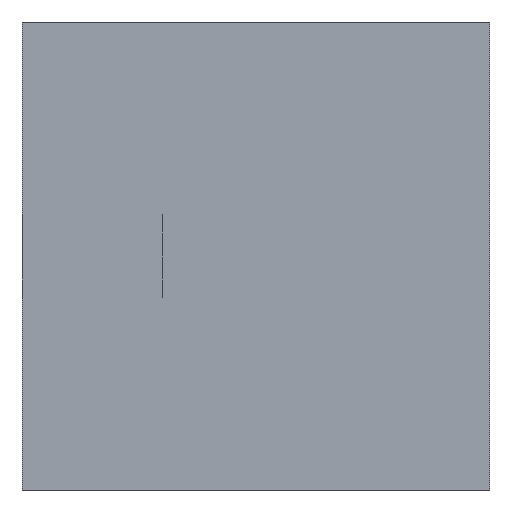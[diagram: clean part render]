
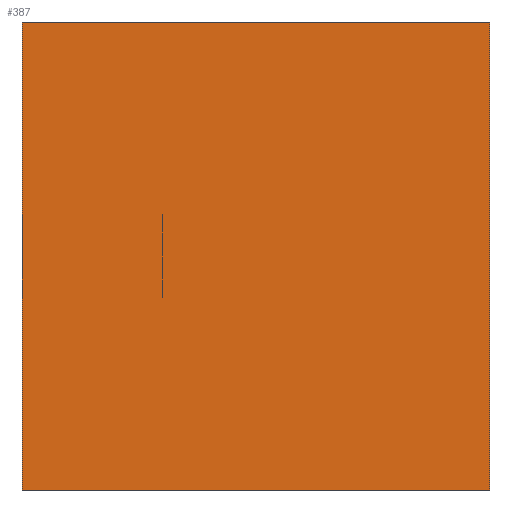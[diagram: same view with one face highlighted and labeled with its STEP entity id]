
A CAD part, left-side view. The second image highlights one B-rep face of the part: STEP entity #387.
In plain terms, the highlighted planar face has unit normal (-1, 0, 0).
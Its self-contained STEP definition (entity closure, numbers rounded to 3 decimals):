
#32=CARTESIAN_POINT('',(33.971,100.462,-1.5));
#33=VERTEX_POINT('',#32);
#34=CARTESIAN_POINT('',(33.971,110.462,-1.5));
#35=VERTEX_POINT('',#34);
#36=CARTESIAN_POINT('',(33.971,100.462,-1.5));
#37=DIRECTION('',(0.,1.,0.));
#38=VECTOR('',#37,10.);
#39=LINE('',#36,#38);
#40=EDGE_CURVE('',#33,#35,#39,.T.);
#155=CARTESIAN_POINT('',(33.971,100.462,8.5));
#156=VERTEX_POINT('',#155);
#157=CARTESIAN_POINT('',(33.971,100.462,-1.5));
#158=DIRECTION('',(0.,0.,1.));
#159=VECTOR('',#158,10.);
#160=LINE('',#157,#159);
#161=EDGE_CURVE('',#33,#156,#160,.T.);
#258=CARTESIAN_POINT('',(33.971,110.462,8.5));
#259=VERTEX_POINT('',#258);
#260=CARTESIAN_POINT('',(33.971,110.462,8.5));
#261=DIRECTION('',(-0.,-0.,-1.));
#262=VECTOR('',#261,10.);
#263=LINE('',#260,#262);
#264=EDGE_CURVE('',#259,#35,#263,.T.);
#347=CARTESIAN_POINT('',(33.971,100.462,8.5));
#348=DIRECTION('',(0.,1.,0.));
#349=VECTOR('',#348,10.);
#350=LINE('',#347,#349);
#351=EDGE_CURVE('',#156,#259,#350,.T.);
#376=CARTESIAN_POINT('',(33.971,-17.09,-1.5));
#377=DIRECTION('',(1.,0.,0.));
#378=DIRECTION('',(0.,1.,0.));
#379=AXIS2_PLACEMENT_3D('',#376,#377,#378);
#380=PLANE('',#379);
#381=ORIENTED_EDGE('',*,*,#351,.T.);
#382=ORIENTED_EDGE('',*,*,#264,.T.);
#383=ORIENTED_EDGE('',*,*,#40,.F.);
#384=ORIENTED_EDGE('',*,*,#161,.T.);
#385=EDGE_LOOP('',(#381,#382,#383,#384));
#386=FACE_BOUND('',#385,.T.);
#387=ADVANCED_FACE('',(#386),#380,.F.);
